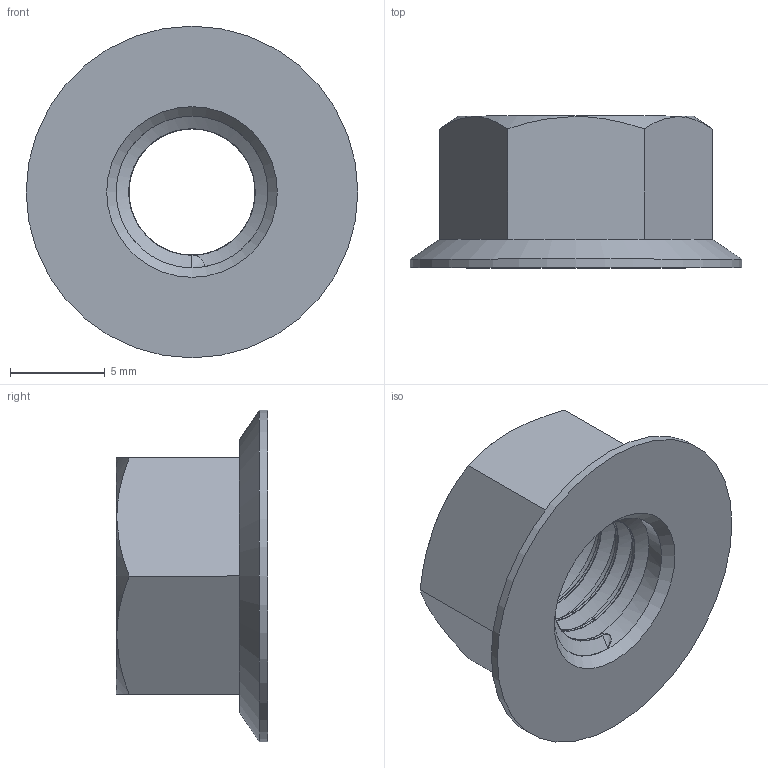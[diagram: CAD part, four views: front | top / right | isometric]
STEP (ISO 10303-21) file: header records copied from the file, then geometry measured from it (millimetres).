
FILE_DESCRIPTION(/* description */ (''),/* implementation_level */ '2;1');
FILE_NAME(/* name */ 'M8 nut with flange.step',/* time_stamp */ '2024-03-26T12:29:12+01:00',/* author */ (''),/* organization */ (''),/* preprocessor_version */ 'ST-DEVELOPER v20',/* originating_system */ 'Autodesk Translation Framework v12.20.1.177',/* authorisation */ '');
FILE_SCHEMA (('AUTOMOTIVE_DESIGN { 1 0 10303 214 3 1 1 }'));
Length unit declared in the file: millimetre
Products named in the file (1): M8 nut with flange
Bounding box: 17.5 x 8 x 17.5 mm (x, y, z)
Volume: 821.9 mm3; surface area: 956.5 mm2
Topology: 1 solids, 1 shells, 45 faces, 108 edges, 61 vertices
Faces by surface type: cylinder 15, plane 14, cone 8, bspline 6, torus 2
Full cylindrical faces by diameter (mm): 6.647 x4, 8 x5, 17.5 x1
Entity records: 5247 total; most frequent: CARTESIAN_POINT 4288, ORIENTED_EDGE 208, DIRECTION 170, EDGE_CURVE 104, AXIS2_PLACEMENT_3D 67, VERTEX_POINT 61, EDGE_LOOP 47, FACE_OUTER_BOUND 45
